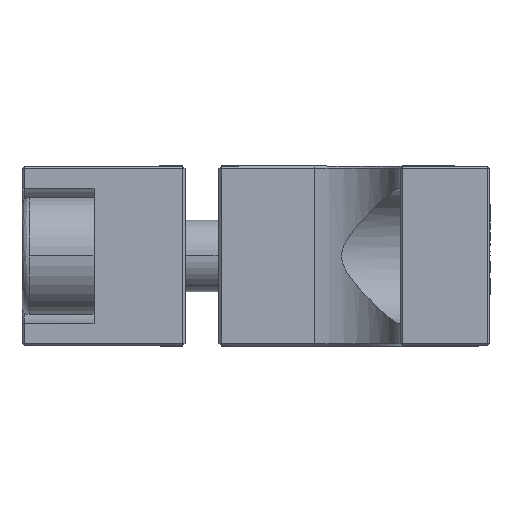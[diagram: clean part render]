
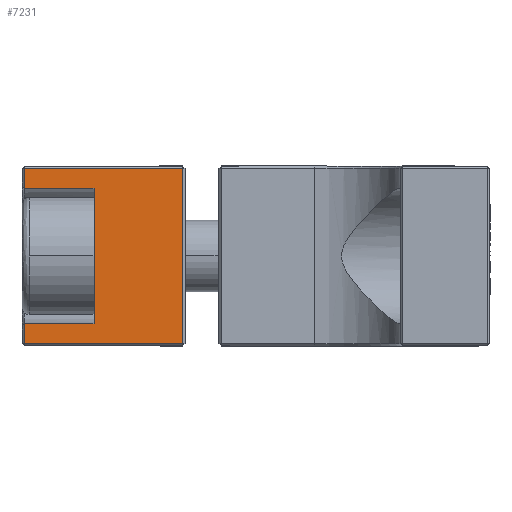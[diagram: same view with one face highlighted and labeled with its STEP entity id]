
A CAD part, left-side view. The second image highlights one B-rep face of the part: STEP entity #7231.
In plain terms, the highlighted planar face has unit normal (-1, 0, 0).
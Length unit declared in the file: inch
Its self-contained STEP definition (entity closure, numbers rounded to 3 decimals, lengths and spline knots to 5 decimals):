
#1 = PLANE ( 'NONE',  #7545 ) ;
#209 = LINE ( 'NONE', #6066, #10886 ) ;
#255 = ORIENTED_EDGE ( 'NONE', *, *, #6170, .F. ) ;
#577 = LINE ( 'NONE', #6236, #7564 ) ;
#578 = ORIENTED_EDGE ( 'NONE', *, *, #10363, .T. ) ;
#755 = VECTOR ( 'NONE', #3384, 39.37008 ) ;
#922 = EDGE_LOOP ( 'NONE', ( #255, #4116, #2685, #6965, #9042, #578, #3021, #5078 ) ) ;
#971 = VECTOR ( 'NONE', #4557, 39.37008 ) ;
#1561 = VECTOR ( 'NONE', #2403, 39.37008 ) ;
#1965 = DIRECTION ( 'NONE',  ( 0., 1., 0. ) ) ;
#2403 = DIRECTION ( 'NONE',  ( 0., 0., -1. ) ) ;
#2685 = ORIENTED_EDGE ( 'NONE', *, *, #4957, .T. ) ;
#2760 = CARTESIAN_POINT ( 'NONE',  ( -1.22047, 0.7774, -0.3837 ) ) ;
#2952 = CARTESIAN_POINT ( 'NONE',  ( -1.22047, 0.4724, 0. ) ) ;
#2957 = LINE ( 'NONE', #10091, #755 ) ;
#2974 = VECTOR ( 'NONE', #8645, 39.37008 ) ;
#3021 = ORIENTED_EDGE ( 'NONE', *, *, #5962, .T. ) ;
#3379 = VECTOR ( 'NONE', #10096, 39.37008 ) ;
#3384 = DIRECTION ( 'NONE',  ( 0., -1., 0. ) ) ;
#3788 = DIRECTION ( 'NONE',  ( 0., 0., 1. ) ) ;
#4116 = ORIENTED_EDGE ( 'NONE', *, *, #6551, .F. ) ;
#4201 = DIRECTION ( 'NONE',  ( -1., 0., 0. ) ) ;
#4213 = CARTESIAN_POINT ( 'NONE',  ( -1.22047, 0.4724, -0.2955 ) ) ;
#4468 = CARTESIAN_POINT ( 'NONE',  ( -1.22047, 0.4724, 0.2955 ) ) ;
#4512 = FACE_OUTER_BOUND ( 'NONE', #922, .T. ) ;
#4557 = DIRECTION ( 'NONE',  ( 0., 0., -1. ) ) ;
#4851 = VERTEX_POINT ( 'NONE', #9266 ) ;
#4886 = CARTESIAN_POINT ( 'NONE',  ( -1.22047, 0.7774, 0. ) ) ;
#4957 = EDGE_CURVE ( 'NONE', #6470, #10004, #5429, .T. ) ;
#5078 = ORIENTED_EDGE ( 'NONE', *, *, #6711, .F. ) ;
#5265 = VERTEX_POINT ( 'NONE', #9748 ) ;
#5429 = LINE ( 'NONE', #9600, #971 ) ;
#5962 = EDGE_CURVE ( 'NONE', #5265, #6188, #10497, .T. ) ;
#6066 = CARTESIAN_POINT ( 'NONE',  ( -1.22047, 0.27553, -0.3837 ) ) ;
#6170 = EDGE_CURVE ( 'NONE', #4851, #9393, #9689, .T. ) ;
#6188 = VERTEX_POINT ( 'NONE', #2760 ) ;
#6191 = VERTEX_POINT ( 'NONE', #4468 ) ;
#6236 = CARTESIAN_POINT ( 'NONE',  ( -1.22047, 0.07382, -0.2955 ) ) ;
#6470 = VERTEX_POINT ( 'NONE', #10786 ) ;
#6551 = EDGE_CURVE ( 'NONE', #6470, #4851, #2957, .T. ) ;
#6564 = VERTEX_POINT ( 'NONE', #4213 ) ;
#6711 = EDGE_CURVE ( 'NONE', #9393, #6188, #209, .T. ) ;
#6911 = EDGE_CURVE ( 'NONE', #6564, #6191, #9285, .T. ) ;
#6965 = ORIENTED_EDGE ( 'NONE', *, *, #9642, .T. ) ;
#7019 = VECTOR ( 'NONE', #3788, 39.37008 ) ;
#7231 = ADVANCED_FACE ( 'NONE', ( #4512 ), #1, .T. ) ;
#7345 = CARTESIAN_POINT ( 'NONE',  ( -1.22047, 0.08382, -0.3837 ) ) ;
#7545 = AXIS2_PLACEMENT_3D ( 'NONE', #9262, #4201, #10115 ) ;
#7564 = VECTOR ( 'NONE', #9608, 39.37008 ) ;
#7797 = CARTESIAN_POINT ( 'NONE',  ( -1.22047, 0.08382, 0. ) ) ;
#8645 = DIRECTION ( 'NONE',  ( 0., 0., -1. ) ) ;
#9042 = ORIENTED_EDGE ( 'NONE', *, *, #6911, .F. ) ;
#9243 = CARTESIAN_POINT ( 'NONE',  ( -1.22047, 0.07382, 0.2955 ) ) ;
#9262 = CARTESIAN_POINT ( 'NONE',  ( -1.22047, 0.07382, 0. ) ) ;
#9266 = CARTESIAN_POINT ( 'NONE',  ( -1.22047, 0.08382, 0.3837 ) ) ;
#9285 = LINE ( 'NONE', #2952, #7019 ) ;
#9393 = VERTEX_POINT ( 'NONE', #7345 ) ;
#9600 = CARTESIAN_POINT ( 'NONE',  ( -1.22047, 0.7774, 0. ) ) ;
#9608 = DIRECTION ( 'NONE',  ( 0., 1., 0. ) ) ;
#9642 = EDGE_CURVE ( 'NONE', #10004, #6191, #9815, .T. ) ;
#9689 = LINE ( 'NONE', #7797, #2974 ) ;
#9748 = CARTESIAN_POINT ( 'NONE',  ( -1.22047, 0.7774, -0.2955 ) ) ;
#9815 = LINE ( 'NONE', #9243, #3379 ) ;
#10004 = VERTEX_POINT ( 'NONE', #10009 ) ;
#10009 = CARTESIAN_POINT ( 'NONE',  ( -1.22047, 0.7774, 0.2955 ) ) ;
#10091 = CARTESIAN_POINT ( 'NONE',  ( -1.22047, 0.27553, 0.3837 ) ) ;
#10096 = DIRECTION ( 'NONE',  ( 0., -1., 0. ) ) ;
#10115 = DIRECTION ( 'NONE',  ( 0., 0., 1. ) ) ;
#10363 = EDGE_CURVE ( 'NONE', #6564, #5265, #577, .T. ) ;
#10497 = LINE ( 'NONE', #4886, #1561 ) ;
#10786 = CARTESIAN_POINT ( 'NONE',  ( -1.22047, 0.7774, 0.3837 ) ) ;
#10886 = VECTOR ( 'NONE', #1965, 39.37008 ) ;
